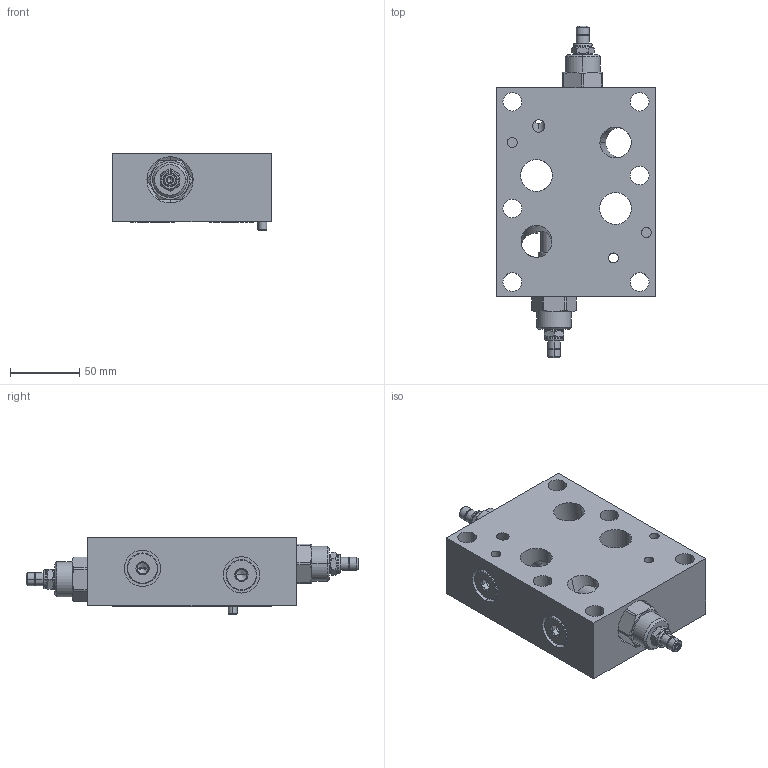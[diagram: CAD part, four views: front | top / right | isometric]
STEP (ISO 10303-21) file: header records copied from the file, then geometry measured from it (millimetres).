
FILE_DESCRIPTION((''),'2;1');
FILE_NAME('RPGCLAN-CDY_ASM','2019-11-19T',('ProEService'),(''),'PRO/ENGINEER BY PARAMETRIC TECHNOLOGY CORPORATION, 2014200','PRO/ENGINEER BY PARAMETRIC TECHNOLOGY CORPORATION, 2014200','');
FILE_SCHEMA(('CONFIG_CONTROL_DESIGN'));
Length unit declared in the file: inch
Products named in the file (7): 150-131; A330-006-008; 500-001-114; 811-001-002; 500-001-121; RPGCLAN; RPGCLAN-CDY_ASM
Assembly tree (12 placements, depth 2):
  RPGCLAN-CDY_ASM
    150-131
    A330-006-008  x2
    500-001-114  x2
    811-001-002
    500-001-121  x4
    RPGCLAN  x2
Bounding box: 114.3 x 239.73 x 55.58 mm (x, y, z)
Volume: 707642 mm3; surface area: 130400 mm2
Topology: 16 solids, 20 shells, 681 faces, 1790 edges, 1309 vertices
Faces by surface type: cylinder 224, plane 185, cone 151, torus 74, revolution 40, sphere 7
Entity records: 17618 total; most frequent: CARTESIAN_POINT 5992, DIRECTION 2538, ORIENTED_EDGE 2100, EDGE_CURVE 1050, AXIS2_PLACEMENT_3D 981, VERTEX_POINT 648, VECTOR 560, LINE 560
